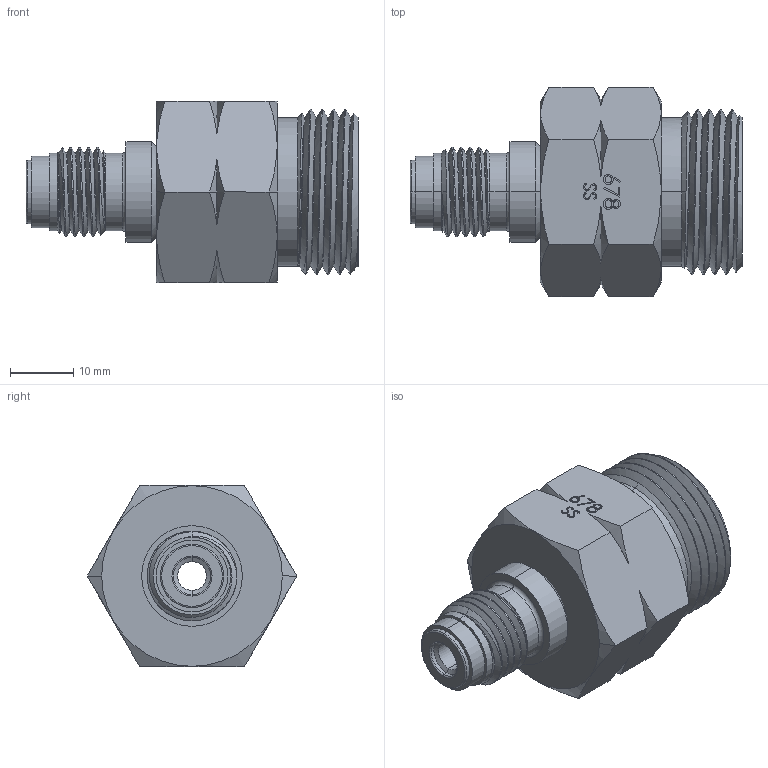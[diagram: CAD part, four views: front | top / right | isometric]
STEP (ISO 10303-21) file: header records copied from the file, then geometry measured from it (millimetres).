
FILE_DESCRIPTION (( 'STEP AP203' ), '1' );
FILE_NAME ('AD-678MSS-4MFS.STEP', '2025-09-22T14:47:29', ( '' ), ( '' ), 'SwSTEP 2.0', 'SolidWorks 2018', '' );
FILE_SCHEMA (( 'CONFIG_CONTROL_DESIGN' ));
Length unit declared in the file: inch
Products named in the file (3): PRT-000994; PRT-001202; AD-678MSS-4MFS
Assembly tree (2 placements, depth 2):
  AD-678MSS-4MFS
    PRT-001202
    PRT-000994
Bounding box: 52.3 x 33 x 28.57 mm (x, y, z)
Volume: 19073.2 mm3; surface area: 8396.7 mm2
Topology: 2 solids, 2 shells, 203 faces, 526 edges, 340 vertices
Faces by surface type: bspline 65, cone 54, cylinder 42, plane 36, torus 6
Entity records: 17881 total; most frequent: CARTESIAN_POINT 13264, ORIENTED_EDGE 1052, DIRECTION 636, EDGE_CURVE 526, VERTEX_POINT 340, B_SPLINE_CURVE_WITH_KNOTS 238, AXIS2_PLACEMENT_3D 225, EDGE_LOOP 220
